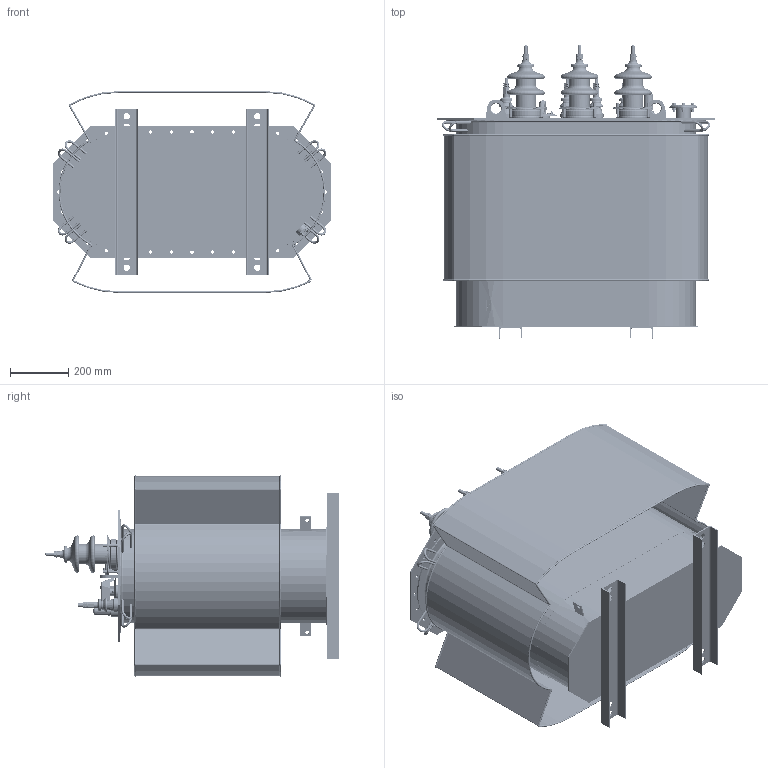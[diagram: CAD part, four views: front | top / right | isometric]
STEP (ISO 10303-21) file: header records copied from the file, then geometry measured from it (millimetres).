
FILE_DESCRIPTION(/* description */ (''),/* implementation_level */ '2;1');
FILE_NAME(/* name */ 'ВИЕЛ.672233.059 упрощенный.stp',/* time_stamp */ '2019-09-26T08:40:23+03:00',/* author */ ('56691'),/* organization */ (''),/* preprocessor_version */ 'ST-DEVELOPER v15.2',/* originating_system */ 'Autodesk Inventor 2014',/* authorisation */ '');
FILE_SCHEMA (('AUTOMOTIVE_DESIGN { 1 0 10303 214 3 1 1 }'));
Products named in the file (1): ВИЕЛ.672233.059 \X2\0443043F0440043E

Bounding box: 956 x 1010.4 x 696 mm (x, y, z)
Volume: 4701884.4 mm3; surface area: 7343459.2 mm2
Topology: 70 solids, 79 shells, 6524 faces, 15833 edges, 9317 vertices
Faces by surface type: plane 2049, bspline 1572, cylinder 1562, torus 830, sphere 271, cone 240
Full cylindrical faces by diameter (mm): 1.6 x2, 1.827 x2, 2.5 x6, 3 x3, 3.1 x2, 4 x2, 4.134 x1, 4.42 x3, 4.917 x2, 4.95 x1, 5 x1, 5.94 x4, 6 x17, 6.2 x5, 6.4 x3, 6.5 x1, 7.1 x2, 7.5 x1, 7.92 x3, 8 x26, 8.4 x6, 8.5 x3, 8.746 x9, 9 x3, 10 x12, 10.7 x11, 11 x32, 12 x46, 12.5 x13, 13 x16
Entity records: 228956 total; most frequent: CARTESIAN_POINT 86781, ORIENTED_EDGE 28686, DIRECTION 25571, EDGE_CURVE 14312, AXIS2_PLACEMENT_3D 10142, VERTEX_POINT 9014, EDGE_LOOP 7951, ADVANCED_FACE 6524
